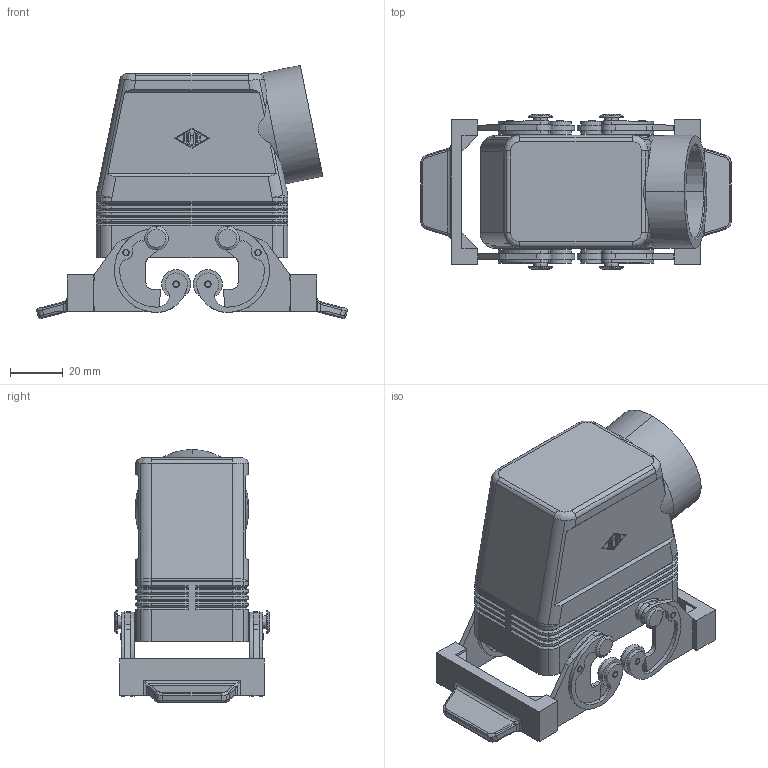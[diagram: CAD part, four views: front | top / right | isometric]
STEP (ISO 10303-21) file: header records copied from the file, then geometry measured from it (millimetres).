
FILE_DESCRIPTION((''),'2;1');
FILE_NAME('CMAO 03 X29.stp','2006-12-21T12:31:39',('gembarski'),(''),'Autodesk Inventor 7','Autodesk Inventor 7','');
FILE_SCHEMA(('AUTOMOTIVE_DESIGN { 1 0 10303 214 1 1 1 1 }'));
Length unit declared in the file: millimetre
Products named in the file (1): CAO Tüllengehäuse 2 Bügel für einen Einsatz
Bounding box: 118.09 x 59 x 96.26 mm (x, y, z)
Volume: 76522.1 mm3; surface area: 52281.8 mm2
Topology: 1 solids, 5 shells, 851 faces, 2167 edges, 1355 vertices
Faces by surface type: bspline 277, plane 245, cylinder 231, cone 78, torus 16, sphere 4
Entity records: 29420 total; most frequent: CARTESIAN_POINT 9083, ORIENTED_EDGE 4310, DIRECTION 4239, EDGE_CURVE 2155, AXIS2_PLACEMENT_3D 1541, VERTEX_POINT 1355, VECTOR 1157, LINE 1157
